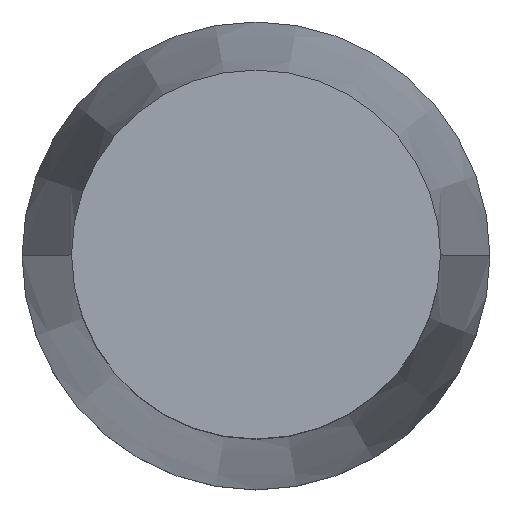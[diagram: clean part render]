
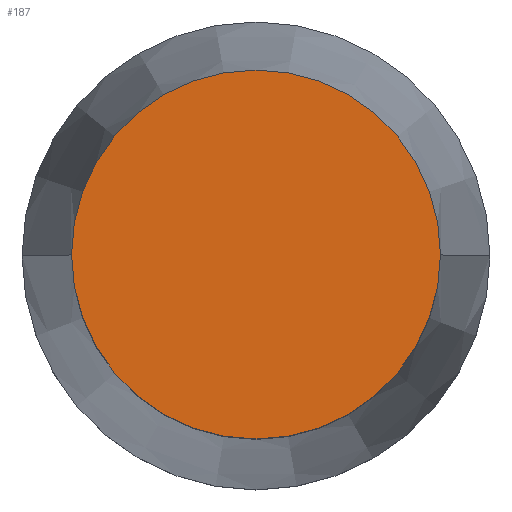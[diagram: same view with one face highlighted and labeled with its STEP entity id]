
A CAD part, top view. The second image highlights one B-rep face of the part: STEP entity #187.
In plain terms, the highlighted planar face has unit normal (0, 0, 1).
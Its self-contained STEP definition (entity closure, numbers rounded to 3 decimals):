
#29 = CARTESIAN_POINT ( 'NONE',  ( 0., 0., 0. ) ) ;
#45 = EDGE_CURVE ( 'NONE', #613, #316, #232, .T. ) ;
#71 = DIRECTION ( 'NONE',  ( 1., 0., 0. ) ) ;
#72 = EDGE_LOOP ( 'NONE', ( #510, #639 ) ) ;
#73 = EDGE_CURVE ( 'NONE', #316, #613, #631, .T. ) ;
#88 = CARTESIAN_POINT ( 'NONE',  ( 0., 0., 0. ) ) ;
#187 = ADVANCED_FACE ( 'NONE', ( #401 ), #621, .F. ) ;
#191 = DIRECTION ( 'NONE',  ( 0., 0., 1. ) ) ;
#222 = CARTESIAN_POINT ( 'NONE',  ( 0., 0., 0. ) ) ;
#232 = CIRCLE ( 'NONE', #291, 10.25 ) ;
#291 = AXIS2_PLACEMENT_3D ( 'NONE', #88, #561, #71 ) ;
#316 = VERTEX_POINT ( 'NONE', #418 ) ;
#401 = FACE_OUTER_BOUND ( 'NONE', #72, .T. ) ;
#418 = CARTESIAN_POINT ( 'NONE',  ( 10.25, 0., 0. ) ) ;
#455 = DIRECTION ( 'NONE',  ( 1., 0., 0. ) ) ;
#510 = ORIENTED_EDGE ( 'NONE', *, *, #73, .T. ) ;
#530 = AXIS2_PLACEMENT_3D ( 'NONE', #222, #664, #673 ) ;
#561 = DIRECTION ( 'NONE',  ( 0., 0., 1. ) ) ;
#613 = VERTEX_POINT ( 'NONE', #630 ) ;
#621 = PLANE ( 'NONE',  #530 ) ;
#630 = CARTESIAN_POINT ( 'NONE',  ( -10.25, 0., 0. ) ) ;
#631 = CIRCLE ( 'NONE', #654, 10.25 ) ;
#639 = ORIENTED_EDGE ( 'NONE', *, *, #45, .T. ) ;
#654 = AXIS2_PLACEMENT_3D ( 'NONE', #29, #191, #455 ) ;
#664 = DIRECTION ( 'NONE',  ( 0., 0., -1. ) ) ;
#673 = DIRECTION ( 'NONE',  ( -1., 0., 0. ) ) ;
